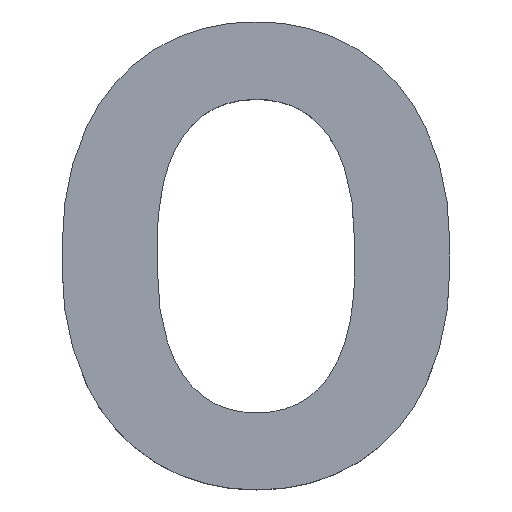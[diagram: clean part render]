
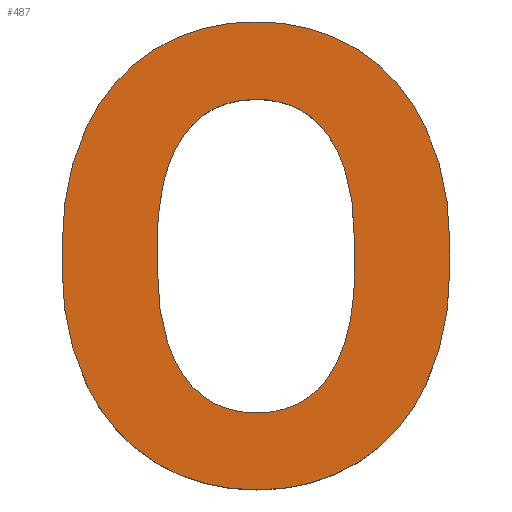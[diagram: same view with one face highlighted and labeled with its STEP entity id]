
A CAD part, top view. The second image highlights one B-rep face of the part: STEP entity #487.
In plain terms, the highlighted planar face has unit normal (0, 0, 1).
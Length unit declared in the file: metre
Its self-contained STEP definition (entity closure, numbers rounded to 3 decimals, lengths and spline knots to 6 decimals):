
#12=CIRCLE('',#505,0.000886);
#14=CIRCLE('',#508,0.000923);
#16=CIRCLE('',#511,0.000924);
#18=CIRCLE('',#514,0.000884);
#20=CIRCLE('',#518,0.001314);
#22=CIRCLE('',#521,0.000885);
#24=CIRCLE('',#524,0.00093);
#26=CIRCLE('',#527,0.000921);
#28=CIRCLE('',#530,0.000879);
#44=PLANE('',#533);
#47=LINE('',#656,#79);
#54=LINE('',#730,#86);
#61=LINE('',#790,#93);
#70=LINE('',#854,#102);
#79=VECTOR('',#540,1.);
#86=VECTOR('',#549,1.);
#93=VECTOR('',#558,1.);
#102=VECTOR('',#593,1.);
#229=ORIENTED_EDGE('',*,*,#281,.F.);
#230=ORIENTED_EDGE('',*,*,#285,.F.);
#231=ORIENTED_EDGE('',*,*,#288,.F.);
#232=ORIENTED_EDGE('',*,*,#291,.F.);
#233=ORIENTED_EDGE('',*,*,#294,.F.);
#234=ORIENTED_EDGE('',*,*,#297,.F.);
#235=ORIENTED_EDGE('',*,*,#300,.F.);
#236=ORIENTED_EDGE('',*,*,#303,.F.);
#237=ORIENTED_EDGE('',*,*,#306,.F.);
#238=ORIENTED_EDGE('',*,*,#309,.F.);
#239=ORIENTED_EDGE('',*,*,#312,.F.);
#240=ORIENTED_EDGE('',*,*,#315,.F.);
#241=ORIENTED_EDGE('',*,*,#318,.F.);
#242=ORIENTED_EDGE('',*,*,#321,.F.);
#243=ORIENTED_EDGE('',*,*,#253,.F.);
#244=ORIENTED_EDGE('',*,*,#257,.F.);
#245=ORIENTED_EDGE('',*,*,#260,.F.);
#246=ORIENTED_EDGE('',*,*,#263,.F.);
#247=ORIENTED_EDGE('',*,*,#266,.F.);
#248=ORIENTED_EDGE('',*,*,#269,.F.);
#249=ORIENTED_EDGE('',*,*,#272,.F.);
#250=ORIENTED_EDGE('',*,*,#275,.F.);
#251=ORIENTED_EDGE('',*,*,#278,.F.);
#252=ORIENTED_EDGE('',*,*,#323,.F.);
#253=EDGE_CURVE('',#325,#326,#373,.T.);
#257=EDGE_CURVE('',#329,#325,#47,.T.);
#260=EDGE_CURVE('',#331,#329,#375,.T.);
#263=EDGE_CURVE('',#333,#331,#377,.T.);
#266=EDGE_CURVE('',#335,#333,#379,.T.);
#269=EDGE_CURVE('',#337,#335,#381,.T.);
#272=EDGE_CURVE('',#339,#337,#54,.T.);
#275=EDGE_CURVE('',#341,#339,#383,.T.);
#278=EDGE_CURVE('',#343,#341,#385,.T.);
#281=EDGE_CURVE('',#345,#346,#387,.T.);
#285=EDGE_CURVE('',#349,#345,#61,.T.);
#288=EDGE_CURVE('',#351,#349,#389,.T.);
#291=EDGE_CURVE('',#353,#351,#12,.F.);
#294=EDGE_CURVE('',#355,#353,#14,.F.);
#297=EDGE_CURVE('',#357,#355,#16,.F.);
#300=EDGE_CURVE('',#359,#357,#18,.F.);
#303=EDGE_CURVE('',#361,#359,#391,.T.);
#306=EDGE_CURVE('',#363,#361,#70,.T.);
#309=EDGE_CURVE('',#365,#363,#20,.F.);
#312=EDGE_CURVE('',#367,#365,#22,.F.);
#315=EDGE_CURVE('',#369,#367,#24,.F.);
#318=EDGE_CURVE('',#371,#369,#26,.F.);
#321=EDGE_CURVE('',#346,#371,#28,.F.);
#323=EDGE_CURVE('',#326,#343,#393,.T.);
#325=VERTEX_POINT('',#646);
#326=VERTEX_POINT('',#647);
#329=VERTEX_POINT('',#657);
#331=VERTEX_POINT('',#672);
#333=VERTEX_POINT('',#689);
#335=VERTEX_POINT('',#706);
#337=VERTEX_POINT('',#723);
#339=VERTEX_POINT('',#731);
#341=VERTEX_POINT('',#746);
#343=VERTEX_POINT('',#763);
#345=VERTEX_POINT('',#780);
#346=VERTEX_POINT('',#781);
#349=VERTEX_POINT('',#791);
#351=VERTEX_POINT('',#806);
#353=VERTEX_POINT('',#814);
#355=VERTEX_POINT('',#820);
#357=VERTEX_POINT('',#826);
#359=VERTEX_POINT('',#832);
#361=VERTEX_POINT('',#847);
#363=VERTEX_POINT('',#855);
#365=VERTEX_POINT('',#861);
#367=VERTEX_POINT('',#867);
#369=VERTEX_POINT('',#873);
#371=VERTEX_POINT('',#879);
#373=B_SPLINE_CURVE_WITH_KNOTS('',2,(#643,#644,#645),.UNSPECIFIED.,.F.,
 .F.,(3,3),(0.,1.),.PIECEWISE_BEZIER_KNOTS.);
#375=B_SPLINE_CURVE_WITH_KNOTS('',2,(#669,#670,#671),.UNSPECIFIED.,.F.,
 .F.,(3,3),(0.,1.),.PIECEWISE_BEZIER_KNOTS.);
#377=B_SPLINE_CURVE_WITH_KNOTS('',2,(#686,#687,#688),.UNSPECIFIED.,.F.,
 .F.,(3,3),(0.,1.),.PIECEWISE_BEZIER_KNOTS.);
#379=B_SPLINE_CURVE_WITH_KNOTS('',2,(#703,#704,#705),.UNSPECIFIED.,.F.,
 .F.,(3,3),(0.,1.),.PIECEWISE_BEZIER_KNOTS.);
#381=B_SPLINE_CURVE_WITH_KNOTS('',2,(#720,#721,#722),.UNSPECIFIED.,.F.,
 .F.,(3,3),(0.,1.),.PIECEWISE_BEZIER_KNOTS.);
#383=B_SPLINE_CURVE_WITH_KNOTS('',2,(#743,#744,#745),.UNSPECIFIED.,.F.,
 .F.,(3,3),(0.,1.),.PIECEWISE_BEZIER_KNOTS.);
#385=B_SPLINE_CURVE_WITH_KNOTS('',2,(#760,#761,#762),.UNSPECIFIED.,.F.,
 .F.,(3,3),(0.,1.),.PIECEWISE_BEZIER_KNOTS.);
#387=B_SPLINE_CURVE_WITH_KNOTS('',2,(#777,#778,#779),.UNSPECIFIED.,.F.,
 .F.,(3,3),(0.,1.),.PIECEWISE_BEZIER_KNOTS.);
#389=B_SPLINE_CURVE_WITH_KNOTS('',2,(#803,#804,#805),.UNSPECIFIED.,.F.,
 .F.,(3,3),(0.,1.),.PIECEWISE_BEZIER_KNOTS.);
#391=B_SPLINE_CURVE_WITH_KNOTS('',2,(#844,#845,#846),.UNSPECIFIED.,.F.,
 .F.,(3,3),(0.,1.),.PIECEWISE_BEZIER_KNOTS.);
#393=B_SPLINE_CURVE_WITH_KNOTS('',2,(#894,#895,#896),.UNSPECIFIED.,.F.,
 .F.,(3,3),(0.,1.),.PIECEWISE_BEZIER_KNOTS.);
#421=EDGE_LOOP('',(#229,#230,#231,#232,#233,#234,#235,#236,#237,#238,#239,
#240,#241,#242));
#422=EDGE_LOOP('',(#243,#244,#245,#246,#247,#248,#249,#250,#251,#252));
#449=FACE_BOUND('',#421,.T.);
#450=FACE_BOUND('',#422,.T.);
#487=ADVANCED_FACE('',(#449,#450),#44,.T.);
#505=AXIS2_PLACEMENT_3D('',#813,#564,#565);
#508=AXIS2_PLACEMENT_3D('',#819,#571,#572);
#511=AXIS2_PLACEMENT_3D('',#825,#578,#579);
#514=AXIS2_PLACEMENT_3D('',#831,#585,#586);
#518=AXIS2_PLACEMENT_3D('',#860,#598,#599);
#521=AXIS2_PLACEMENT_3D('',#866,#605,#606);
#524=AXIS2_PLACEMENT_3D('',#872,#612,#613);
#527=AXIS2_PLACEMENT_3D('',#878,#619,#620);
#530=AXIS2_PLACEMENT_3D('',#884,#626,#627);
#533=AXIS2_PLACEMENT_3D('',#901,#632,#633);
#540=DIRECTION('',(0.,1.,0.));
#549=DIRECTION('',(0.,-1.,0.));
#558=DIRECTION('',(0.,-1.,0.));
#564=DIRECTION('',(0.,0.,1.));
#565=DIRECTION('',(1.,0.,0.));
#571=DIRECTION('',(0.,0.,1.));
#572=DIRECTION('',(1.,0.,0.));
#578=DIRECTION('',(0.,0.,1.));
#579=DIRECTION('',(1.,0.,0.));
#585=DIRECTION('',(0.,0.,1.));
#586=DIRECTION('',(1.,0.,0.));
#593=DIRECTION('',(0.,1.,0.));
#598=DIRECTION('',(0.,0.,1.));
#599=DIRECTION('',(1.,0.,0.));
#605=DIRECTION('',(0.,0.,1.));
#606=DIRECTION('',(1.,0.,0.));
#612=DIRECTION('',(0.,0.,1.));
#613=DIRECTION('',(1.,0.,0.));
#619=DIRECTION('',(0.,0.,1.));
#620=DIRECTION('',(1.,0.,0.));
#626=DIRECTION('',(0.,0.,1.));
#627=DIRECTION('',(1.,0.,0.));
#632=DIRECTION('',(0.,0.,1.));
#633=DIRECTION('',(1.,0.,0.));
#643=CARTESIAN_POINT('',(0.065153,-0.025042,0.0095));
#644=CARTESIAN_POINT('',(0.065153,-0.024691,0.0095));
#645=CARTESIAN_POINT('',(0.065027,-0.024508,0.0095));
#646=CARTESIAN_POINT('',(0.065153,-0.025042,0.0095));
#647=CARTESIAN_POINT('',(0.065027,-0.024508,0.0095));
#656=CARTESIAN_POINT('',(0.065153,-0.025097,0.0095));
#657=CARTESIAN_POINT('',(0.065153,-0.025151,0.0095));
#669=CARTESIAN_POINT('',(0.065027,-0.025681,0.0095));
#670=CARTESIAN_POINT('',(0.065152,-0.025499,0.0095));
#671=CARTESIAN_POINT('',(0.065153,-0.025151,0.0095));
#672=CARTESIAN_POINT('',(0.065027,-0.025681,0.0095));
#686=CARTESIAN_POINT('',(0.064671,-0.025863,0.0095));
#687=CARTESIAN_POINT('',(0.064903,-0.025863,0.0095));
#688=CARTESIAN_POINT('',(0.065027,-0.025681,0.0095));
#689=CARTESIAN_POINT('',(0.064671,-0.025863,0.0095));
#703=CARTESIAN_POINT('',(0.064309,-0.025674,0.0095));
#704=CARTESIAN_POINT('',(0.064435,-0.025863,0.0095));
#705=CARTESIAN_POINT('',(0.064671,-0.025863,0.0095));
#706=CARTESIAN_POINT('',(0.064309,-0.025674,0.0095));
#720=CARTESIAN_POINT('',(0.064183,-0.025143,0.0095));
#721=CARTESIAN_POINT('',(0.064183,-0.025485,0.0095));
#722=CARTESIAN_POINT('',(0.064309,-0.025674,0.0095));
#723=CARTESIAN_POINT('',(0.064183,-0.025143,0.0095));
#730=CARTESIAN_POINT('',(0.064183,-0.025089,0.0095));
#731=CARTESIAN_POINT('',(0.064183,-0.025034,0.0095));
#743=CARTESIAN_POINT('',(0.064311,-0.024506,0.0095));
#744=CARTESIAN_POINT('',(0.064185,-0.024686,0.0095));
#745=CARTESIAN_POINT('',(0.064183,-0.025034,0.0095));
#746=CARTESIAN_POINT('',(0.064311,-0.024506,0.0095));
#760=CARTESIAN_POINT('',(0.064668,-0.024325,0.0095));
#761=CARTESIAN_POINT('',(0.064436,-0.024325,0.0095));
#762=CARTESIAN_POINT('',(0.064311,-0.024506,0.0095));
#763=CARTESIAN_POINT('',(0.064668,-0.024325,0.0095));
#777=CARTESIAN_POINT('',(0.065619,-0.025143,0.0095));
#778=CARTESIAN_POINT('',(0.065619,-0.025473,0.0095));
#779=CARTESIAN_POINT('',(0.065503,-0.025722,0.0095));
#780=CARTESIAN_POINT('',(0.065619,-0.025143,0.0095));
#781=CARTESIAN_POINT('',(0.065503,-0.025722,0.0095));
#790=CARTESIAN_POINT('',(0.065619,-0.025093,0.0095));
#791=CARTESIAN_POINT('',(0.065619,-0.025044,0.0095));
#803=CARTESIAN_POINT('',(0.0655,-0.024464,0.0095));
#804=CARTESIAN_POINT('',(0.065619,-0.024715,0.0095));
#805=CARTESIAN_POINT('',(0.065619,-0.025044,0.0095));
#806=CARTESIAN_POINT('',(0.0655,-0.024464,0.0095));
#813=CARTESIAN_POINT('',(0.064692,-0.024828,0.0095));
#814=CARTESIAN_POINT('',(0.065165,-0.024079,0.0095));
#819=CARTESIAN_POINT('',(0.064687,-0.024868,0.0095));
#820=CARTESIAN_POINT('',(0.064668,-0.023946,0.0095));
#825=CARTESIAN_POINT('',(0.06465,-0.02487,0.0095));
#826=CARTESIAN_POINT('',(0.064172,-0.024079,0.0095));
#831=CARTESIAN_POINT('',(0.064643,-0.024827,0.0095));
#832=CARTESIAN_POINT('',(0.063836,-0.024464,0.0095));
#844=CARTESIAN_POINT('',(0.063717,-0.025045,0.0095));
#845=CARTESIAN_POINT('',(0.063717,-0.024715,0.0095));
#846=CARTESIAN_POINT('',(0.063836,-0.024464,0.0095));
#847=CARTESIAN_POINT('',(0.063717,-0.025045,0.0095));
#854=CARTESIAN_POINT('',(0.063717,-0.0251,0.0095));
#855=CARTESIAN_POINT('',(0.063718,-0.025156,0.0095));
#860=CARTESIAN_POINT('',(0.065032,-0.025178,0.0095));
#861=CARTESIAN_POINT('',(0.063838,-0.025726,0.0095));
#866=CARTESIAN_POINT('',(0.064643,-0.025356,0.0095));
#867=CARTESIAN_POINT('',(0.064176,-0.026107,0.0095));
#872=CARTESIAN_POINT('',(0.064654,-0.02531,0.0095));
#873=CARTESIAN_POINT('',(0.064671,-0.02624,0.0095));
#878=CARTESIAN_POINT('',(0.06469,-0.025318,0.0095));
#879=CARTESIAN_POINT('',(0.065169,-0.026105,0.0095));
#884=CARTESIAN_POINT('',(0.0647,-0.025362,0.0095));
#894=CARTESIAN_POINT('',(0.065027,-0.024508,0.0095));
#895=CARTESIAN_POINT('',(0.064901,-0.024325,0.0095));
#896=CARTESIAN_POINT('',(0.064668,-0.024325,0.0095));
#901=CARTESIAN_POINT('',(0.104891,-0.015824,0.0095));
